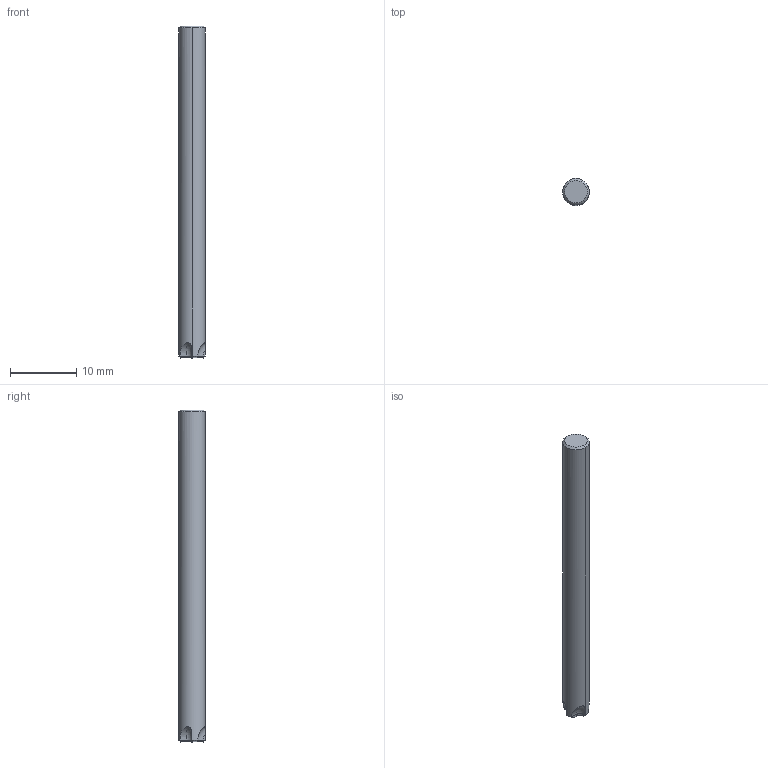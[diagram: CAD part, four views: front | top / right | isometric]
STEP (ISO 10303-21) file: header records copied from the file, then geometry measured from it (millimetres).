
FILE_DESCRIPTION(('no description'),'unknown implementation level');
FILE_NAME('BCU1-M11-0023-3_4_0_3-Detail.stp',' ',('CIMSOURCE GmbH'),('CADClick - KiM GmbH - www.kimweb.de'),'unknown preprocess','ACIS','unknown authorization');
FILE_SCHEMA(('automotive_design'));
Length unit declared in the file: millimetre
Products named in the file (2): NOCUT; CUT
Bounding box: 4 x 4 x 50 mm (x, y, z)
Volume: 619.2 mm3; surface area: 668.9 mm2
Topology: 2 solids, 2 shells, 77 faces, 198 edges, 124 vertices
Faces by surface type: bspline 24, plane 19, cylinder 14, torus 12, cone 8
Entity records: 5299 total; most frequent: CARTESIAN_POINT 1485, STYLED_ITEM 385, PRESENTATION_STYLE_ASSIGNMENT 385, COLOUR_RGB 385, ORIENTED_EDGE 380, DIRECTION 284, EDGE_CURVE 190, CURVE_STYLE 190
